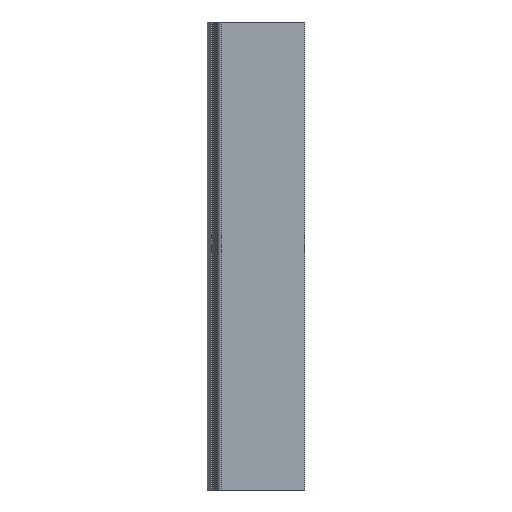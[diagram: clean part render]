
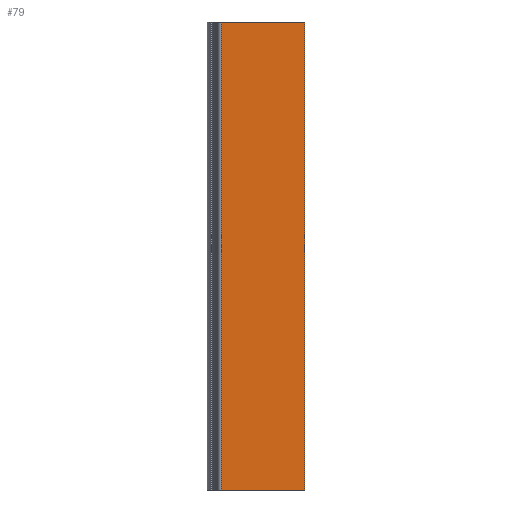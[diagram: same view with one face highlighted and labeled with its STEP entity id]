
A CAD part, left-side view. The second image highlights one B-rep face of the part: STEP entity #79.
In plain terms, the highlighted planar face has unit normal (-1, 0, 0).
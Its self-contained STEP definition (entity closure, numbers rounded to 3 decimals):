
#79 = ADVANCED_FACE( '', ( #178 ), #179, .F. );
#178 = FACE_OUTER_BOUND( '', #298, .T. );
#179 = PLANE( '', #299 );
#298 = EDGE_LOOP( '', ( #502, #503, #504, #505 ) );
#299 = AXIS2_PLACEMENT_3D( '', #506, #507, #508 );
#502 = ORIENTED_EDGE( '', *, *, #726, .T. );
#503 = ORIENTED_EDGE( '', *, *, #774, .F. );
#504 = ORIENTED_EDGE( '', *, *, #737, .F. );
#505 = ORIENTED_EDGE( '', *, *, #775, .T. );
#506 = CARTESIAN_POINT( '', ( 0., 21.375, 60. ) );
#507 = DIRECTION( '', ( 1., 0., 0. ) );
#508 = DIRECTION( '', ( 0., 0., -1. ) );
#726 = EDGE_CURVE( '', #830, #877, #879, .T. );
#737 = EDGE_CURVE( '', #894, #896, #897, .T. );
#774 = EDGE_CURVE( '', #896, #877, #954, .T. );
#775 = EDGE_CURVE( '', #894, #830, #955, .T. );
#830 = VERTEX_POINT( '', #1016 );
#877 = VERTEX_POINT( '', #1077 );
#879 = LINE( '', #1080, #1081 );
#894 = VERTEX_POINT( '', #1102 );
#896 = VERTEX_POINT( '', #1104 );
#897 = LINE( '', #1105, #1106 );
#954 = LINE( '', #1180, #1181 );
#955 = LINE( '', #1182, #1183 );
#1016 = CARTESIAN_POINT( '', ( 0., 21.375, -60. ) );
#1077 = CARTESIAN_POINT( '', ( 0., 0., -60. ) );
#1080 = CARTESIAN_POINT( '', ( 0., 21.375, -60. ) );
#1081 = VECTOR( '', #1293, 1000. );
#1102 = CARTESIAN_POINT( '', ( 0., 21.375, 60. ) );
#1104 = CARTESIAN_POINT( '', ( 0., 0., 60. ) );
#1105 = CARTESIAN_POINT( '', ( 0., 21.375, 60. ) );
#1106 = VECTOR( '', #1303, 1000. );
#1180 = CARTESIAN_POINT( '', ( 0., 0., 60. ) );
#1181 = VECTOR( '', #1357, 1000. );
#1182 = CARTESIAN_POINT( '', ( 0., 21.375, 60. ) );
#1183 = VECTOR( '', #1358, 1000. );
#1293 = DIRECTION( '', ( 0., -1., 0. ) );
#1303 = DIRECTION( '', ( 0., -1., 0. ) );
#1357 = DIRECTION( '', ( 0., 0., -1. ) );
#1358 = DIRECTION( '', ( 0., 0., -1. ) );
